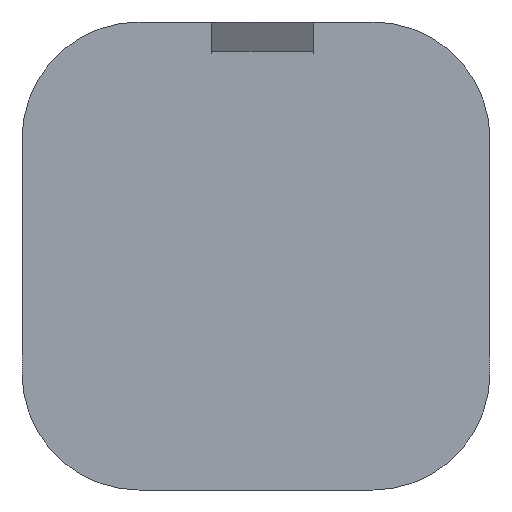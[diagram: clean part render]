
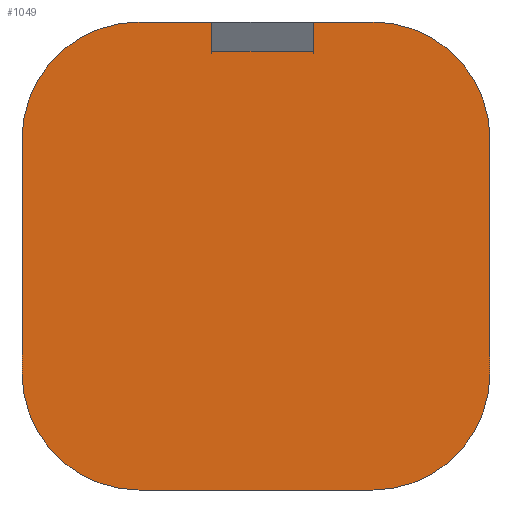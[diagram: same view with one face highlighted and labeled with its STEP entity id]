
A CAD part, front view. The second image highlights one B-rep face of the part: STEP entity #1049.
In plain terms, the highlighted planar face has unit normal (0, -1, 0).
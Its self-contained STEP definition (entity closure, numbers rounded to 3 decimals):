
#17=CIRCLE('',#1125,10.);
#19=CIRCLE('',#1129,10.);
#20=CIRCLE('',#1130,10.);
#21=CIRCLE('',#1131,10.);
#55=FACE_OUTER_BOUND('',#109,.T.);
#109=EDGE_LOOP('',(#769,#770,#771,#772,#773,#774,#775,#776,#777,#778,#779,
#780));
#207=LINE('',#1580,#347);
#210=LINE('',#1586,#350);
#211=LINE('',#1590,#351);
#212=LINE('',#1594,#352);
#213=LINE('',#1596,#353);
#214=LINE('',#1598,#354);
#215=LINE('',#1600,#355);
#216=LINE('',#1602,#356);
#347=VECTOR('',#1280,10.);
#350=VECTOR('',#1285,10.);
#351=VECTOR('',#1288,10.);
#352=VECTOR('',#1291,10.);
#353=VECTOR('',#1292,10.);
#354=VECTOR('',#1293,10.);
#355=VECTOR('',#1294,10.);
#356=VECTOR('',#1295,10.);
#469=VERTEX_POINT('',#1570);
#470=VERTEX_POINT('',#1571);
#473=VERTEX_POINT('',#1579);
#475=VERTEX_POINT('',#1585);
#476=VERTEX_POINT('',#1587);
#477=VERTEX_POINT('',#1589);
#478=VERTEX_POINT('',#1591);
#479=VERTEX_POINT('',#1593);
#480=VERTEX_POINT('',#1595);
#481=VERTEX_POINT('',#1597);
#482=VERTEX_POINT('',#1599);
#483=VERTEX_POINT('',#1601);
#585=EDGE_CURVE('',#469,#470,#17,.T.);
#589=EDGE_CURVE('',#473,#470,#207,.T.);
#592=EDGE_CURVE('',#469,#475,#210,.T.);
#593=EDGE_CURVE('',#476,#475,#19,.T.);
#594=EDGE_CURVE('',#476,#477,#211,.T.);
#595=EDGE_CURVE('',#478,#477,#20,.T.);
#596=EDGE_CURVE('',#478,#479,#212,.T.);
#597=EDGE_CURVE('',#479,#480,#213,.T.);
#598=EDGE_CURVE('',#480,#481,#214,.T.);
#599=EDGE_CURVE('',#481,#482,#215,.T.);
#600=EDGE_CURVE('',#482,#483,#216,.T.);
#601=EDGE_CURVE('',#473,#483,#21,.T.);
#769=ORIENTED_EDGE('',*,*,#585,.F.);
#770=ORIENTED_EDGE('',*,*,#592,.T.);
#771=ORIENTED_EDGE('',*,*,#593,.F.);
#772=ORIENTED_EDGE('',*,*,#594,.T.);
#773=ORIENTED_EDGE('',*,*,#595,.F.);
#774=ORIENTED_EDGE('',*,*,#596,.T.);
#775=ORIENTED_EDGE('',*,*,#597,.T.);
#776=ORIENTED_EDGE('',*,*,#598,.T.);
#777=ORIENTED_EDGE('',*,*,#599,.T.);
#778=ORIENTED_EDGE('',*,*,#600,.T.);
#779=ORIENTED_EDGE('',*,*,#601,.F.);
#780=ORIENTED_EDGE('',*,*,#589,.T.);
#1000=PLANE('',#1128);
#1049=ADVANCED_FACE('',(#55),#1000,.T.);
#1125=AXIS2_PLACEMENT_3D('',#1572,#1272,#1273);
#1128=AXIS2_PLACEMENT_3D('',#1584,#1283,#1284);
#1129=AXIS2_PLACEMENT_3D('',#1588,#1286,#1287);
#1130=AXIS2_PLACEMENT_3D('',#1592,#1289,#1290);
#1131=AXIS2_PLACEMENT_3D('',#1603,#1296,#1297);
#1272=DIRECTION('center_axis',(0.,1.,0.));
#1273=DIRECTION('ref_axis',(-0.707,0.,-0.707));
#1280=DIRECTION('',(0.,0.,-1.));
#1283=DIRECTION('center_axis',(0.,-1.,0.));
#1284=DIRECTION('ref_axis',(0.,0.,-1.));
#1285=DIRECTION('',(1.,0.,0.));
#1286=DIRECTION('center_axis',(0.,1.,0.));
#1287=DIRECTION('ref_axis',(0.707,0.,-0.707));
#1288=DIRECTION('',(0.,0.,1.));
#1289=DIRECTION('center_axis',(0.,1.,0.));
#1290=DIRECTION('ref_axis',(0.707,0.,0.707));
#1291=DIRECTION('',(-1.,0.,0.));
#1292=DIRECTION('',(0.,0.,-1.));
#1293=DIRECTION('',(-1.,0.,0.));
#1294=DIRECTION('',(0.,0.,1.));
#1295=DIRECTION('',(-1.,0.,0.));
#1296=DIRECTION('center_axis',(0.,1.,0.));
#1297=DIRECTION('ref_axis',(-0.707,0.,0.707));
#1570=CARTESIAN_POINT('',(-2.65,-19.8,-27.35));
#1571=CARTESIAN_POINT('',(-12.65,-19.8,-17.35));
#1572=CARTESIAN_POINT('Origin',(-2.65,-19.8,-17.35));
#1579=CARTESIAN_POINT('',(-12.65,-19.8,2.65));
#1580=CARTESIAN_POINT('',(-12.65,-19.8,-27.35));
#1584=CARTESIAN_POINT('Origin',(7.35,-19.8,-7.35));
#1585=CARTESIAN_POINT('',(17.35,-19.8,-27.35));
#1586=CARTESIAN_POINT('',(27.35,-19.8,-27.35));
#1587=CARTESIAN_POINT('',(27.35,-19.8,-17.35));
#1588=CARTESIAN_POINT('Origin',(17.35,-19.8,-17.35));
#1589=CARTESIAN_POINT('',(27.35,-19.8,2.65));
#1590=CARTESIAN_POINT('',(27.35,-19.8,12.65));
#1591=CARTESIAN_POINT('',(17.35,-19.8,12.65));
#1592=CARTESIAN_POINT('Origin',(17.35,-19.8,2.65));
#1593=CARTESIAN_POINT('',(12.257,-19.8,12.65));
#1594=CARTESIAN_POINT('',(-12.65,-19.8,12.65));
#1595=CARTESIAN_POINT('',(12.257,-19.8,10.131));
#1596=CARTESIAN_POINT('',(12.257,-19.8,-3.219));
#1597=CARTESIAN_POINT('',(3.568,-19.8,10.131));
#1598=CARTESIAN_POINT('',(9.803,-19.8,10.131));
#1599=CARTESIAN_POINT('',(3.568,-19.8,12.65));
#1600=CARTESIAN_POINT('',(3.568,-19.8,-4.851));
#1601=CARTESIAN_POINT('',(-2.65,-19.8,12.65));
#1602=CARTESIAN_POINT('',(-12.65,-19.8,12.65));
#1603=CARTESIAN_POINT('Origin',(-2.65,-19.8,2.65));
